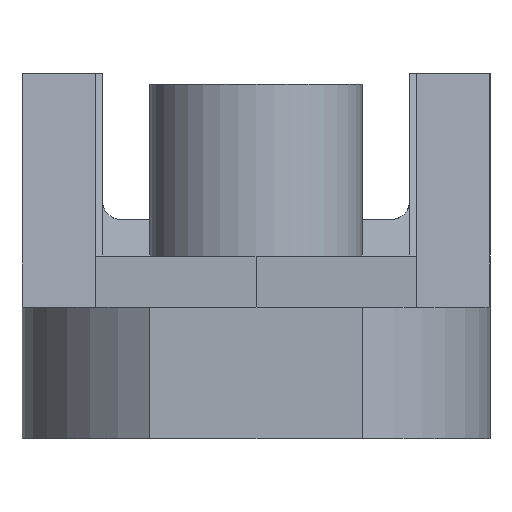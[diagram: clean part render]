
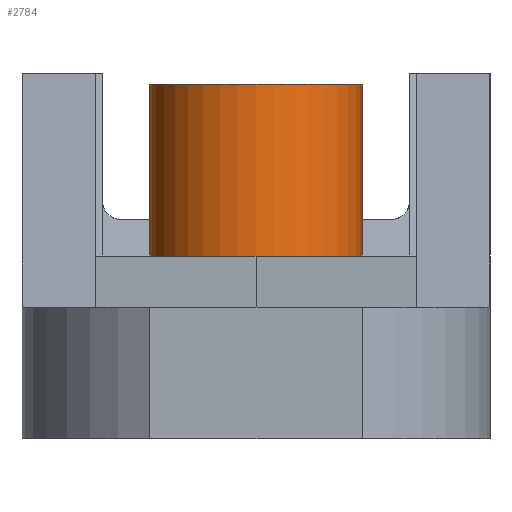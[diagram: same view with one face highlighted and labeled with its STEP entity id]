
A CAD part, left-side view. The second image highlights one B-rep face of the part: STEP entity #2784.
In plain terms, the highlighted cylindrical face has radius 2.9 mm (diameter 5.8 mm), a partial arc.
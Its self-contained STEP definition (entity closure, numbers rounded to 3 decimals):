
#1020=PLANE('',#1023);
#1021=CARTESIAN_POINT('',(16.246,-0.624,5.));
#1022=DIRECTION('',(0.,0.,1.));
#1023=AXIS2_PLACEMENT_3D('',#1021,#1022,$);
#1283=CYLINDRICAL_SURFACE('',#1287,2.9);
#1284=CARTESIAN_POINT('',(9.4,0.,0.));
#1285=DIRECTION('',(0.,0.,1.));
#1286=DIRECTION('',(-2.9,0.,0.));
#1287=AXIS2_PLACEMENT_3D('',#1284,#1285,#1286);
#1288=CIRCLE('',#1289,2.9);
#1289=AXIS2_PLACEMENT_3D('',#1290,#1291,#1292);
#1290=CARTESIAN_POINT('',(9.4,0.,5.));
#1291=DIRECTION('',(0.,0.,-1.));
#1292=DIRECTION('',(-2.9,0.,0.));
#1293=PLANE('',#1296);
#1294=CARTESIAN_POINT('',(9.4,2.9,0.));
#1295=DIRECTION('',(0.,1.,0.));
#1296=AXIS2_PLACEMENT_3D('',#1294,#1295,$);
#1348=PLANE('',#1351);
#1349=CARTESIAN_POINT('',(10.,0.,9.7));
#1350=DIRECTION('',(0.,0.,1.));
#1351=AXIS2_PLACEMENT_3D('',#1349,#1350,$);
#1417=CIRCLE('',#1418,2.9);
#1418=AXIS2_PLACEMENT_3D('',#1419,#1420,#1421);
#1419=CARTESIAN_POINT('',(9.4,0.,9.7));
#1420=DIRECTION('',(0.,0.,-1.));
#1421=DIRECTION('',(-2.9,0.,0.));
#1422=PLANE('',#1425);
#1423=CARTESIAN_POINT('',(10.6,-2.9,0.));
#1424=DIRECTION('',(0.,-1.,0.));
#1425=AXIS2_PLACEMENT_3D('',#1423,#1424,$);
#1449=LINE('',#1451,#1452);
#1450=DIRECTION('',(0.,0.,1.));
#1451=CARTESIAN_POINT('',(9.4,-2.9,0.));
#1452=VECTOR('',#1450,1.);
#1453=LINE('',#1455,#1456);
#1454=DIRECTION('',(0.,0.,1.));
#1455=CARTESIAN_POINT('',(9.4,2.9,0.));
#1456=VECTOR('',#1454,1.);
#2602=VERTEX_POINT('',#2603);
#2603=CARTESIAN_POINT('',(6.5,0.,5.));
#2605=EDGE_CURVE('',#2602,#2607,#2606,.T.);
#2606=INTERSECTION_CURVE('',#1288,(#1020,#1283),.CURVE_3D.);
#2607=VERTEX_POINT('',#2608);
#2608=CARTESIAN_POINT('',(9.4,2.9,5.));
#2745=EDGE_CURVE('',#2747,#2749,#2746,.T.);
#2746=INTERSECTION_CURVE('',#1417,(#1348,#1283),.CURVE_3D.);
#2747=VERTEX_POINT('',#2748);
#2748=CARTESIAN_POINT('',(9.4,-2.9,9.7));
#2749=VERTEX_POINT('',#2750);
#2750=CARTESIAN_POINT('',(9.4,2.9,9.7));
#2784=ADVANCED_FACE('',(#2785),#1283,.T.);
#2785=FACE_BOUND('',#2786,.T.);
#2786=EDGE_LOOP('',(#2787,#2788,#2793,#2796,#2797));
#2787=ORIENTED_EDGE('',*,*,#2605,.F.);
#2788=ORIENTED_EDGE('',*,*,#2789,.F.);
#2789=EDGE_CURVE('',#2791,#2602,#2790,.T.);
#2790=INTERSECTION_CURVE('',#1288,(#1020,#1283),.CURVE_3D.);
#2791=VERTEX_POINT('',#2792);
#2792=CARTESIAN_POINT('',(9.4,-2.9,5.));
#2793=ORIENTED_EDGE('',*,*,#2794,.T.);
#2794=EDGE_CURVE('',#2791,#2747,#2795,.T.);
#2795=INTERSECTION_CURVE('',#1449,(#1283,#1422),.CURVE_3D.);
#2796=ORIENTED_EDGE('',*,*,#2745,.T.);
#2797=ORIENTED_EDGE('',*,*,#2798,.F.);
#2798=EDGE_CURVE('',#2607,#2749,#2799,.T.);
#2799=INTERSECTION_CURVE('',#1453,(#1283,#1293),.CURVE_3D.);
